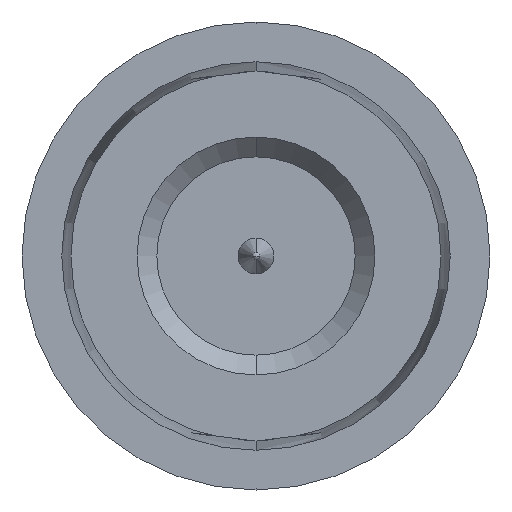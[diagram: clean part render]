
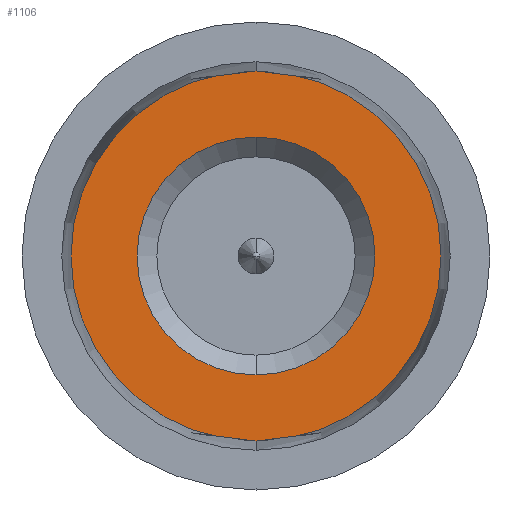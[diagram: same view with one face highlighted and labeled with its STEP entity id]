
A CAD part, front view. The second image highlights one B-rep face of the part: STEP entity #1106.
In plain terms, the highlighted planar face has unit normal (0, -1, 0).
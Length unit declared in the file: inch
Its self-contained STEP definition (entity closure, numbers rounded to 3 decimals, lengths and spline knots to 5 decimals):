
#1 = ORIENTED_EDGE ( 'NONE', *, *, #198, .T. ) ;
#5 = CARTESIAN_POINT ( 'NONE',  ( 4831.39542, -3328.47711, 0. ) ) ;
#16 = CARTESIAN_POINT ( 'NONE',  ( 4831.39542, -3328.47711, -4.66558 ) ) ;
#116 = CARTESIAN_POINT ( 'NONE',  ( 4831.39542, -3328.47711, 0. ) ) ;
#149 = CARTESIAN_POINT ( 'NONE',  ( 4831.39542, -3328.47711, 0. ) ) ;
#175 = CIRCLE ( 'NONE', #1377, 3. ) ;
#198 = EDGE_CURVE ( 'NONE', #1237, #723, #370, .T. ) ;
#250 = DIRECTION ( 'NONE',  ( 0., -1., 0. ) ) ;
#261 = PLANE ( 'NONE',  #627 ) ;
#370 = CIRCLE ( 'NONE', #1414, 3. ) ;
#415 = EDGE_LOOP ( 'NONE', ( #1, #470 ) ) ;
#470 = ORIENTED_EDGE ( 'NONE', *, *, #868, .T. ) ;
#523 = AXIS2_PLACEMENT_3D ( 'NONE', #149, #1021, #1314 ) ;
#533 = CARTESIAN_POINT ( 'NONE',  ( 4828.39542, -3328.47711, 0. ) ) ;
#559 = EDGE_CURVE ( 'NONE', #1033, #1272, #1723, .T. ) ;
#627 = AXIS2_PLACEMENT_3D ( 'NONE', #533, #250, #1275 ) ;
#648 = CIRCLE ( 'NONE', #523, 4.66558 ) ;
#691 = DIRECTION ( 'NONE',  ( 0., 1., 0. ) ) ;
#698 = DIRECTION ( 'NONE',  ( 0., 0., 1. ) ) ;
#723 = VERTEX_POINT ( 'NONE', #952 ) ;
#835 = AXIS2_PLACEMENT_3D ( 'NONE', #5, #1459, #1714 ) ;
#868 = EDGE_CURVE ( 'NONE', #723, #1237, #175, .T. ) ;
#952 = CARTESIAN_POINT ( 'NONE',  ( 4831.39542, -3328.47711, 3. ) ) ;
#1021 = DIRECTION ( 'NONE',  ( 0., 1., 0. ) ) ;
#1033 = VERTEX_POINT ( 'NONE', #1421 ) ;
#1040 = CARTESIAN_POINT ( 'NONE',  ( 4831.39542, -3328.47711, -3. ) ) ;
#1106 = ADVANCED_FACE ( 'NONE', ( #1548, #1412 ), #261, .T. ) ;
#1173 = EDGE_LOOP ( 'NONE', ( #1515, #1435 ) ) ;
#1237 = VERTEX_POINT ( 'NONE', #1040 ) ;
#1241 = DIRECTION ( 'NONE',  ( 0., 0., 1. ) ) ;
#1263 = CARTESIAN_POINT ( 'NONE',  ( 4831.39542, -3328.47711, 0. ) ) ;
#1272 = VERTEX_POINT ( 'NONE', #16 ) ;
#1275 = DIRECTION ( 'NONE',  ( 0., 0., -1. ) ) ;
#1314 = DIRECTION ( 'NONE',  ( 0., 0., 1. ) ) ;
#1377 = AXIS2_PLACEMENT_3D ( 'NONE', #1263, #1537, #1241 ) ;
#1412 = FACE_OUTER_BOUND ( 'NONE', #1173, .T. ) ;
#1414 = AXIS2_PLACEMENT_3D ( 'NONE', #116, #691, #698 ) ;
#1421 = CARTESIAN_POINT ( 'NONE',  ( 4831.39542, -3328.47711, 4.66558 ) ) ;
#1435 = ORIENTED_EDGE ( 'NONE', *, *, #559, .F. ) ;
#1459 = DIRECTION ( 'NONE',  ( 0., 1., 0. ) ) ;
#1515 = ORIENTED_EDGE ( 'NONE', *, *, #1688, .F. ) ;
#1537 = DIRECTION ( 'NONE',  ( 0., 1., 0. ) ) ;
#1548 = FACE_BOUND ( 'NONE', #415, .T. ) ;
#1688 = EDGE_CURVE ( 'NONE', #1272, #1033, #648, .T. ) ;
#1714 = DIRECTION ( 'NONE',  ( 0., 0., 1. ) ) ;
#1723 = CIRCLE ( 'NONE', #835, 4.66558 ) ;
